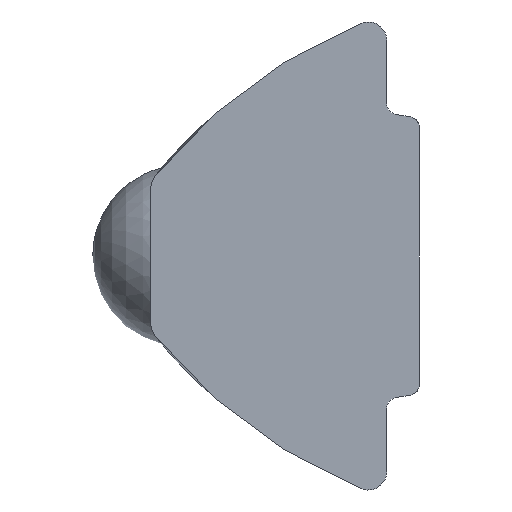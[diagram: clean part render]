
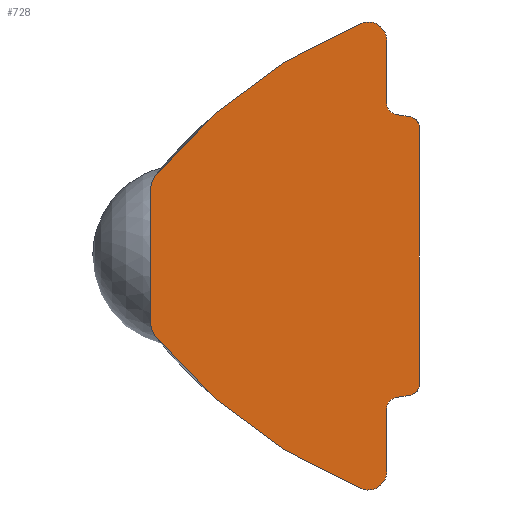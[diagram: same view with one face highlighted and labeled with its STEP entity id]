
A CAD part, left-side view. The second image highlights one B-rep face of the part: STEP entity #728.
In plain terms, the highlighted planar face has unit normal (-1, 0, 0).
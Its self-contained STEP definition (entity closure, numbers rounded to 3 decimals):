
#100=LINE('',#1259,#144);
#102=LINE('',#1272,#146);
#105=LINE('',#1288,#149);
#109=LINE('',#1300,#153);
#112=LINE('',#1306,#156);
#116=LINE('',#1318,#160);
#144=VECTOR('',#912,1000.);
#146=VECTOR('',#922,1000.);
#149=VECTOR('',#937,1000.);
#153=VECTOR('',#949,1000.);
#156=VECTOR('',#958,1000.);
#160=VECTOR('',#970,1000.);
#315=ORIENTED_EDGE('',*,*,#395,.F.);
#316=ORIENTED_EDGE('',*,*,#460,.F.);
#317=ORIENTED_EDGE('',*,*,#457,.F.);
#318=ORIENTED_EDGE('',*,*,#454,.F.);
#319=ORIENTED_EDGE('',*,*,#421,.F.);
#320=ORIENTED_EDGE('',*,*,#483,.F.);
#321=ORIENTED_EDGE('',*,*,#480,.F.);
#322=ORIENTED_EDGE('',*,*,#477,.T.);
#323=ORIENTED_EDGE('',*,*,#474,.F.);
#324=ORIENTED_EDGE('',*,*,#413,.F.);
#325=ORIENTED_EDGE('',*,*,#452,.F.);
#326=ORIENTED_EDGE('',*,*,#405,.F.);
#327=ORIENTED_EDGE('',*,*,#470,.F.);
#328=ORIENTED_EDGE('',*,*,#467,.T.);
#329=ORIENTED_EDGE('',*,*,#464,.F.);
#330=ORIENTED_EDGE('',*,*,#461,.F.);
#395=EDGE_CURVE('',#505,#506,#569,.T.);
#405=EDGE_CURVE('',#515,#516,#572,.T.);
#413=EDGE_CURVE('',#523,#524,#573,.T.);
#421=EDGE_CURVE('',#531,#532,#576,.T.);
#452=EDGE_CURVE('',#516,#523,#100,.T.);
#454=EDGE_CURVE('',#532,#550,#583,.T.);
#457=EDGE_CURVE('',#550,#552,#102,.T.);
#460=EDGE_CURVE('',#552,#505,#585,.T.);
#461=EDGE_CURVE('',#506,#553,#586,.T.);
#464=EDGE_CURVE('',#553,#555,#105,.T.);
#467=EDGE_CURVE('',#557,#555,#588,.T.);
#470=EDGE_CURVE('',#557,#515,#109,.T.);
#474=EDGE_CURVE('',#524,#559,#112,.T.);
#477=EDGE_CURVE('',#561,#559,#591,.T.);
#480=EDGE_CURVE('',#561,#563,#116,.T.);
#483=EDGE_CURVE('',#563,#531,#593,.T.);
#505=VERTEX_POINT('',#1062);
#506=VERTEX_POINT('',#1064);
#515=VERTEX_POINT('',#1096);
#516=VERTEX_POINT('',#1098);
#523=VERTEX_POINT('',#1131);
#524=VERTEX_POINT('',#1133);
#531=VERTEX_POINT('',#1151);
#532=VERTEX_POINT('',#1153);
#550=VERTEX_POINT('',#1267);
#552=VERTEX_POINT('',#1273);
#553=VERTEX_POINT('',#1283);
#555=VERTEX_POINT('',#1289);
#557=VERTEX_POINT('',#1295);
#559=VERTEX_POINT('',#1307);
#561=VERTEX_POINT('',#1313);
#563=VERTEX_POINT('',#1319);
#569=CIRCLE('',#755,14.);
#572=CIRCLE('',#759,0.3);
#573=CIRCLE('',#761,0.3);
#576=CIRCLE('',#765,14.);
#583=CIRCLE('',#782,0.6);
#585=CIRCLE('',#786,0.6);
#586=CIRCLE('',#788,0.5);
#588=CIRCLE('',#792,0.3);
#591=CIRCLE('',#799,0.3);
#593=CIRCLE('',#803,0.5);
#631=EDGE_LOOP('',(#315,#316,#317,#318,#319,#320,#321,#322,#323,#324,#325,
#326,#327,#328,#329,#330));
#673=FACE_BOUND('',#631,.T.);
#699=PLANE('',#809);
#728=ADVANCED_FACE('',(#673),#699,.F.);
#755=AXIS2_PLACEMENT_3D('',#1063,#840,#841);
#759=AXIS2_PLACEMENT_3D('',#1097,#852,#853);
#761=AXIS2_PLACEMENT_3D('',#1132,#860,#861);
#765=AXIS2_PLACEMENT_3D('',#1152,#872,#873);
#782=AXIS2_PLACEMENT_3D('',#1266,#915,#916);
#786=AXIS2_PLACEMENT_3D('',#1280,#926,#927);
#788=AXIS2_PLACEMENT_3D('',#1282,#930,#931);
#792=AXIS2_PLACEMENT_3D('',#1294,#942,#943);
#799=AXIS2_PLACEMENT_3D('',#1312,#963,#964);
#803=AXIS2_PLACEMENT_3D('',#1324,#975,#976);
#809=AXIS2_PLACEMENT_3D('',#1330,#987,#988);
#840=DIRECTION('',(1.,0.,0.));
#841=DIRECTION('',(0.,0.,-1.));
#852=DIRECTION('',(1.,0.,0.));
#853=DIRECTION('',(0.,0.,-1.));
#860=DIRECTION('',(1.,0.,0.));
#861=DIRECTION('',(0.,0.,-1.));
#872=DIRECTION('',(1.,0.,0.));
#873=DIRECTION('',(0.,0.,-1.));
#912=DIRECTION('',(0.,0.,-1.));
#915=DIRECTION('',(1.,0.,0.));
#916=DIRECTION('',(0.,0.,-1.));
#922=DIRECTION('',(0.,0.,1.));
#926=DIRECTION('',(1.,0.,0.));
#927=DIRECTION('',(0.,0.,-1.));
#930=DIRECTION('',(1.,0.,0.));
#931=DIRECTION('',(0.,0.,-1.));
#937=DIRECTION('',(0.,0.,-1.));
#942=DIRECTION('',(1.,0.,0.));
#943=DIRECTION('',(0.,0.,-1.));
#949=DIRECTION('',(0.,-0.985,-0.174));
#958=DIRECTION('',(0.,0.985,-0.174));
#963=DIRECTION('',(1.,0.,0.));
#964=DIRECTION('',(0.,0.,-1.));
#970=DIRECTION('',(0.,0.,-1.));
#975=DIRECTION('',(1.,0.,0.));
#976=DIRECTION('',(0.,0.,-1.));
#987=DIRECTION('',(1.,0.,0.));
#988=DIRECTION('',(0.,0.,-1.));
#1062=CARTESIAN_POINT('',(0.,7.267,-4.232));
#1063=CARTESIAN_POINT('',(0.,-3.624,-13.03));
#1064=CARTESIAN_POINT('',(0.,1.586,-0.035));
#1096=CARTESIAN_POINT('',(0.,0.248,-2.615));
#1097=CARTESIAN_POINT('',(0.,0.3,-2.91));
#1098=CARTESIAN_POINT('',(0.,0.,-2.91));
#1131=CARTESIAN_POINT('',(0.,0.,-9.99));
#1132=CARTESIAN_POINT('',(0.,0.3,-9.99));
#1133=CARTESIAN_POINT('',(0.,0.248,-10.285));
#1151=CARTESIAN_POINT('',(0.,1.586,-12.865));
#1152=CARTESIAN_POINT('',(0.,-3.624,0.13));
#1153=CARTESIAN_POINT('',(0.,7.267,-8.668));
#1259=CARTESIAN_POINT('',(0.,0.,-2.91));
#1266=CARTESIAN_POINT('',(0.,6.8,-8.291));
#1267=CARTESIAN_POINT('',(0.,7.4,-8.291));
#1272=CARTESIAN_POINT('',(0.,7.4,-8.291));
#1273=CARTESIAN_POINT('',(0.,7.4,-4.609));
#1280=CARTESIAN_POINT('',(0.,6.8,-4.609));
#1282=CARTESIAN_POINT('',(0.,1.4,-0.5));
#1283=CARTESIAN_POINT('',(0.,0.9,-0.5));
#1288=CARTESIAN_POINT('',(0.,0.9,-0.5));
#1289=CARTESIAN_POINT('',(0.,0.9,-2.248));
#1294=CARTESIAN_POINT('',(0.,0.6,-2.248));
#1295=CARTESIAN_POINT('',(0.,0.652,-2.544));
#1300=CARTESIAN_POINT('',(0.,0.652,-2.544));
#1306=CARTESIAN_POINT('',(0.,0.248,-10.285));
#1307=CARTESIAN_POINT('',(0.,0.652,-10.356));
#1312=CARTESIAN_POINT('',(0.,0.6,-10.652));
#1313=CARTESIAN_POINT('',(0.,0.9,-10.652));
#1318=CARTESIAN_POINT('',(0.,0.9,-10.652));
#1319=CARTESIAN_POINT('',(0.,0.9,-12.4));
#1324=CARTESIAN_POINT('',(0.,1.4,-12.4));
#1330=CARTESIAN_POINT('',(0.,-3.624,-13.03));
